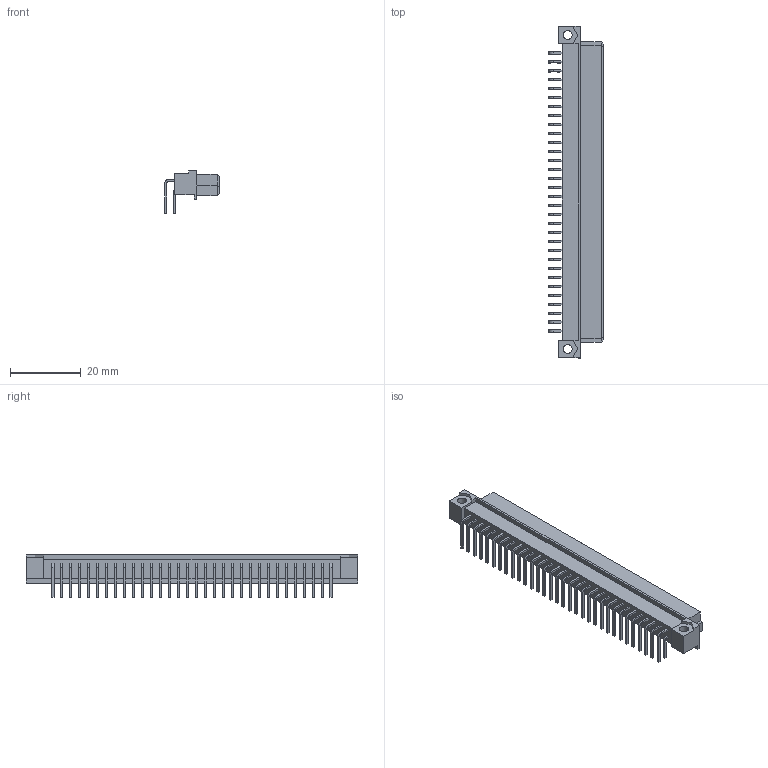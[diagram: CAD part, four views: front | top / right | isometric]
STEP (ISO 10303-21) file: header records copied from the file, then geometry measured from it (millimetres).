
FILE_DESCRIPTION((''),'2;1');
FILE_NAME('AVX_20 8478 064 001 025.stp','2012-12-04T14:05:13',(''),(''),'Mechanical Desktop 2011','Mechanical Desktop 2011',', , ');
FILE_SCHEMA(('AUTOMOTIVE_DESIGN { 1 2 10303 214 1 1 1 1 }'));
Length unit declared in the file: millimetre
Products named in the file (1): Product
Bounding box: 15.48 x 94 x 12.07 mm (x, y, z)
Volume: 6535.3 mm3; surface area: 6925.4 mm2
Topology: 127 solids, 127 shells, 1321 faces, 3178 edges, 2116 vertices
Faces by surface type: plane 1063, cylinder 256, bspline 2
Entity records: 38014 total; most frequent: CARTESIAN_POINT 6622, ORIENTED_EDGE 6356, DIRECTION 6330, EDGE_CURVE 3178, VECTOR 2666, LINE 2666, VERTEX_POINT 2116, AXIS2_PLACEMENT_3D 1832
